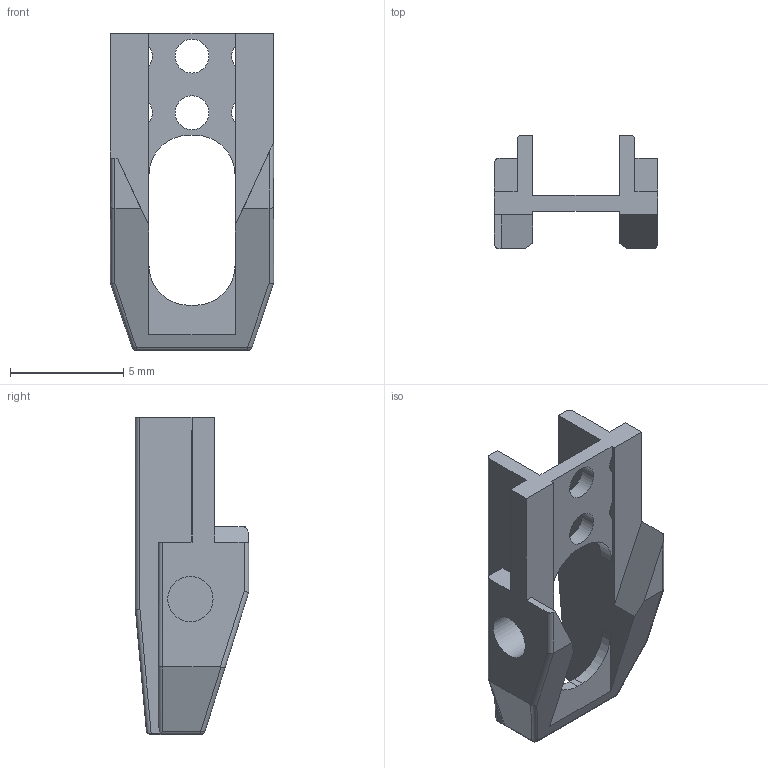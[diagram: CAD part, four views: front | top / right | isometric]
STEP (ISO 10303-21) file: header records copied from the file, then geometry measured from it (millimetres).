
FILE_DESCRIPTION(/* description */ (''),/* implementation_level */ '2;1');
FILE_NAME(/* name */ 'Payload_NP2_Steve_V3.stp',/* time_stamp */ '2024-01-16T16:05:19Z',/* author */ ('MakerSpace'),/* organization */ (''),/* preprocessor_version */ 'ST-DEVELOPER v19',/* originating_system */ 'Autodesk Inventor 2023',/* authorisation */ '');
FILE_SCHEMA (('AUTOMOTIVE_DESIGN { 1 0 10303 214 3 1 1 }'));
Length unit declared in the file: millimetre
Products named in the file (1): Part2
Bounding box: 7.2 x 5 x 14 mm (x, y, z)
Volume: 132.8 mm3; surface area: 397.2 mm2
Topology: 1 solids, 1 shells, 67 faces, 196 edges, 127 vertices
Faces by surface type: plane 36, cylinder 29, sphere 2
Full cylindrical faces by diameter (mm): 1.5 x2, 2 x2
Entity records: 2370 total; most frequent: CARTESIAN_POINT 403, ORIENTED_EDGE 392, DIRECTION 383, EDGE_CURVE 196, LINE 141, VECTOR 141, VERTEX_POINT 127, AXIS2_PLACEMENT_3D 121
